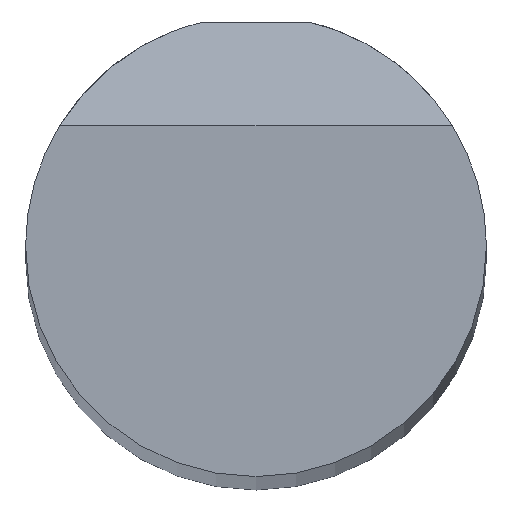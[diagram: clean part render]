
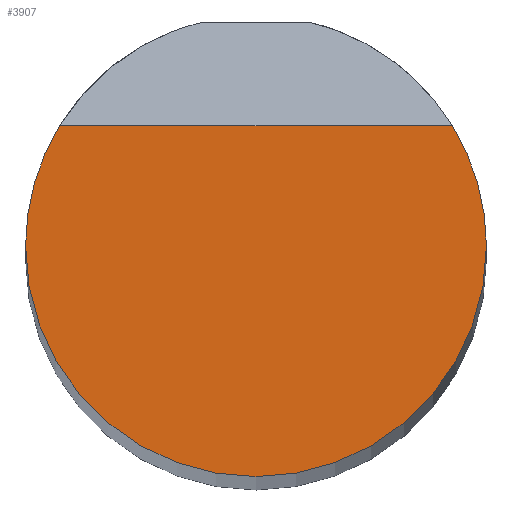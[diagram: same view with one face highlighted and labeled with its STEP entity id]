
A CAD part, top view. The second image highlights one B-rep face of the part: STEP entity #3907.
In plain terms, the highlighted planar face has unit normal (0, 0, 1).
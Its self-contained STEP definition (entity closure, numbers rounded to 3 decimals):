
#239 = CARTESIAN_POINT ( 'NONE',  ( 0., 0., 250. ) ) ;
#269 = CARTESIAN_POINT ( 'NONE',  ( 0., 0., 250. ) ) ;
#843 = ORIENTED_EDGE ( 'NONE', *, *, #7360, .F. ) ;
#1085 = DIRECTION ( 'NONE',  ( -1., 0., 0. ) ) ;
#1087 = CIRCLE ( 'NONE', #3372, 7.5 ) ;
#1244 = CARTESIAN_POINT ( 'NONE',  ( -6.391, 3.925, 250. ) ) ;
#1260 = VERTEX_POINT ( 'NONE', #2149 ) ;
#1399 = PLANE ( 'NONE',  #4856 ) ;
#1429 = DIRECTION ( 'NONE',  ( 1., 0., 0. ) ) ;
#1513 = FACE_OUTER_BOUND ( 'NONE', #2944, .T. ) ;
#1731 = VECTOR ( 'NONE', #1772, 1000. ) ;
#1772 = DIRECTION ( 'NONE',  ( -1., 0., 0. ) ) ;
#2014 = DIRECTION ( 'NONE',  ( 0., 0., 1. ) ) ;
#2149 = CARTESIAN_POINT ( 'NONE',  ( 6.391, 3.925, 250. ) ) ;
#2232 = CARTESIAN_POINT ( 'NONE',  ( 0., 0., 250. ) ) ;
#2404 = ORIENTED_EDGE ( 'NONE', *, *, #6439, .F. ) ;
#2545 = AXIS2_PLACEMENT_3D ( 'NONE', #239, #4292, #7056 ) ;
#2944 = EDGE_LOOP ( 'NONE', ( #2404, #4755, #843, #3822 ) ) ;
#3301 = EDGE_CURVE ( 'NONE', #1260, #7143, #6880, .T. ) ;
#3372 = AXIS2_PLACEMENT_3D ( 'NONE', #4678, #3454, #6993 ) ;
#3454 = DIRECTION ( 'NONE',  ( 0., 0., -1. ) ) ;
#3551 = AXIS2_PLACEMENT_3D ( 'NONE', #2232, #3876, #1085 ) ;
#3822 = ORIENTED_EDGE ( 'NONE', *, *, #3946, .F. ) ;
#3876 = DIRECTION ( 'NONE',  ( 0., 0., -1. ) ) ;
#3907 = ADVANCED_FACE ( 'NONE', ( #1513 ), #1399, .T. ) ;
#3946 = EDGE_CURVE ( 'NONE', #5281, #5001, #5448, .T. ) ;
#3986 = CARTESIAN_POINT ( 'NONE',  ( 0., 3.925, 250. ) ) ;
#4206 = CIRCLE ( 'NONE', #2545, 7.5 ) ;
#4292 = DIRECTION ( 'NONE',  ( 0., 0., -1. ) ) ;
#4678 = CARTESIAN_POINT ( 'NONE',  ( 0., 0., 250. ) ) ;
#4755 = ORIENTED_EDGE ( 'NONE', *, *, #3301, .T. ) ;
#4856 = AXIS2_PLACEMENT_3D ( 'NONE', #269, #2014, #1429 ) ;
#5001 = VERTEX_POINT ( 'NONE', #6779 ) ;
#5281 = VERTEX_POINT ( 'NONE', #6170 ) ;
#5448 = CIRCLE ( 'NONE', #3551, 7.5 ) ;
#6170 = CARTESIAN_POINT ( 'NONE',  ( 7.5, 0., 250. ) ) ;
#6439 = EDGE_CURVE ( 'NONE', #1260, #5281, #4206, .T. ) ;
#6779 = CARTESIAN_POINT ( 'NONE',  ( -7.5, 0., 250. ) ) ;
#6880 = LINE ( 'NONE', #3986, #1731 ) ;
#6993 = DIRECTION ( 'NONE',  ( -1., 0., 0. ) ) ;
#7056 = DIRECTION ( 'NONE',  ( -1., 0., 0. ) ) ;
#7143 = VERTEX_POINT ( 'NONE', #1244 ) ;
#7360 = EDGE_CURVE ( 'NONE', #5001, #7143, #1087, .T. ) ;
